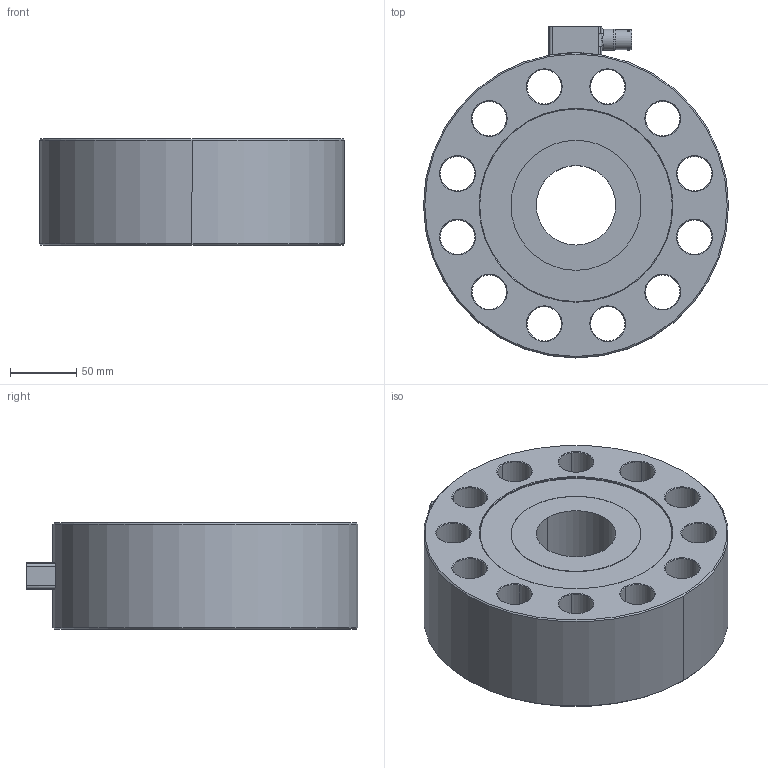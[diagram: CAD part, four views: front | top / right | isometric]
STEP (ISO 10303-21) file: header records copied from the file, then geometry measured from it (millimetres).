
FILE_DESCRIPTION(('STEP AP214'),'1');
FILE_NAME('TC4 Ø230 with MIL connector.stp','2017-04-26T15:33:05',(' '),(' '),'Spatial InterOp 3D',' ',' ');
FILE_SCHEMA(('automotive_design'));
Length unit declared in the file: millimetre
Products named in the file (6): TC4 Ø230 with MIL connector; Body; Box; MIL 6P maschio; MIL 6P maschio Geometry; Pin
Assembly tree (5 placements, depth 3):
  TC4 Ø230 with MIL connector
    Body
    Box
    MIL 6P maschio
      MIL 6P maschio Geometry
      Pin
Bounding box: 230 x 250.23 x 80 mm (x, y, z)
Volume: 2573164.9 mm3; surface area: 221928 mm2
Topology: 12 solids, 12 shells, 569 faces, 1457 edges, 940 vertices
Faces by surface type: plane 295, extrusion 109, cylinder 86, cone 56, sphere 15, torus 4, bspline 4
Entity records: 23049 total; most frequent: CARTESIAN_POINT 4745, ORIENTED_EDGE 2890, DIRECTION 2492, EDGE_CURVE 1445, VECTOR 1074, LINE 965, VERTEX_POINT 940, AXIS2_PLACEMENT_3D 709
